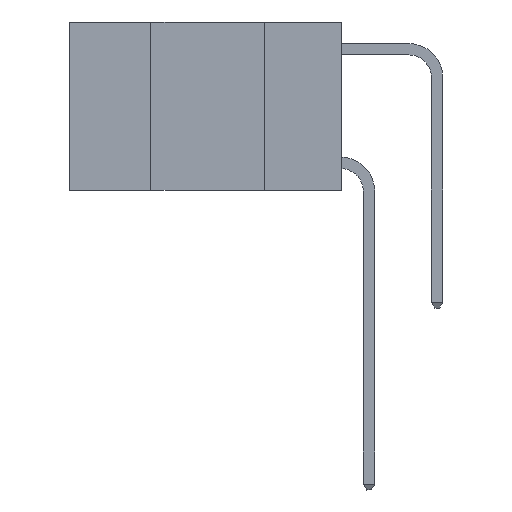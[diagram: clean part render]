
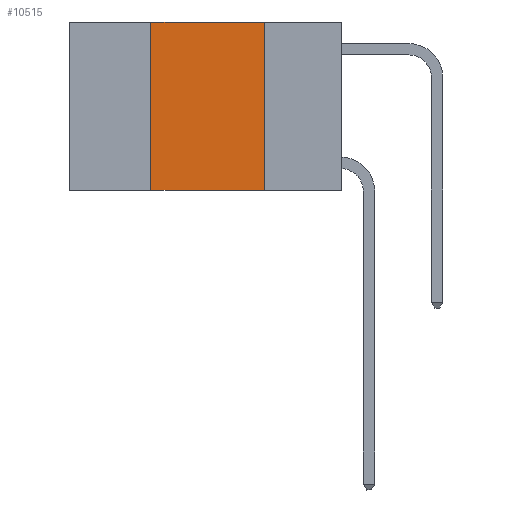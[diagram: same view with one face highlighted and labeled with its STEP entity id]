
A CAD part, left-side view. The second image highlights one B-rep face of the part: STEP entity #10515.
In plain terms, the highlighted planar face has unit normal (-1, 0, 0).
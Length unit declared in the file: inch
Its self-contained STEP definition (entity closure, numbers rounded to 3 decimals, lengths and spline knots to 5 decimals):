
#66 = DIRECTION ( 'NONE',  ( 0., -1., 0. ) ) ;
#840 = DIRECTION ( 'NONE',  ( 0., 0., -1. ) ) ;
#1251 = PLANE ( 'NONE',  #8260 ) ;
#2439 = CARTESIAN_POINT ( 'NONE',  ( 0., 0.17, 0. ) ) ;
#3439 = EDGE_CURVE ( 'NONE', #14537, #25789, #9829, .T. ) ;
#3568 = DIRECTION ( 'NONE',  ( 0., 0., -1. ) ) ;
#3573 = VECTOR ( 'NONE', #26876, 39.37008 ) ;
#5457 = ORIENTED_EDGE ( 'NONE', *, *, #3439, .F. ) ;
#5478 = CARTESIAN_POINT ( 'NONE',  ( 0., 0.17, -0.37 ) ) ;
#5607 = CARTESIAN_POINT ( 'NONE',  ( 0., 0.42, 0. ) ) ;
#8260 = AXIS2_PLACEMENT_3D ( 'NONE', #24687, #17653, #3568 ) ;
#8415 = VECTOR ( 'NONE', #840, 39.37008 ) ;
#8475 = VERTEX_POINT ( 'NONE', #5478 ) ;
#9099 = VECTOR ( 'NONE', #9753, 39.37008 ) ;
#9167 = EDGE_LOOP ( 'NONE', ( #16563, #29069, #5457, #11757 ) ) ;
#9753 = DIRECTION ( 'NONE',  ( 0., -1., 0. ) ) ;
#9829 = LINE ( 'NONE', #5607, #3573 ) ;
#10413 = EDGE_CURVE ( 'NONE', #26852, #8475, #14724, .T. ) ;
#10515 = ADVANCED_FACE ( 'NONE', ( #12481 ), #1251, .F. ) ;
#11757 = ORIENTED_EDGE ( 'NONE', *, *, #17237, .T. ) ;
#12481 = FACE_OUTER_BOUND ( 'NONE', #9167, .T. ) ;
#14037 = CARTESIAN_POINT ( 'NONE',  ( 0., 0.42, -0.37 ) ) ;
#14134 = CARTESIAN_POINT ( 'NONE',  ( 0., 0.6, 0. ) ) ;
#14537 = VERTEX_POINT ( 'NONE', #14037 ) ;
#14549 = EDGE_CURVE ( 'NONE', #25789, #26852, #27656, .T. ) ;
#14724 = LINE ( 'NONE', #17266, #8415 ) ;
#16563 = ORIENTED_EDGE ( 'NONE', *, *, #10413, .F. ) ;
#17237 = EDGE_CURVE ( 'NONE', #14537, #8475, #28632, .T. ) ;
#17266 = CARTESIAN_POINT ( 'NONE',  ( 0., 0.17, 0. ) ) ;
#17653 = DIRECTION ( 'NONE',  ( 1., 0., 0. ) ) ;
#19472 = CARTESIAN_POINT ( 'NONE',  ( 0., 0.42, 0. ) ) ;
#22087 = VECTOR ( 'NONE', #66, 39.37008 ) ;
#24687 = CARTESIAN_POINT ( 'NONE',  ( 0., 0.6, 0. ) ) ;
#25789 = VERTEX_POINT ( 'NONE', #19472 ) ;
#26852 = VERTEX_POINT ( 'NONE', #2439 ) ;
#26876 = DIRECTION ( 'NONE',  ( 0., 0., 1. ) ) ;
#27656 = LINE ( 'NONE', #14134, #22087 ) ;
#28302 = CARTESIAN_POINT ( 'NONE',  ( 0., 0.6, -0.37 ) ) ;
#28632 = LINE ( 'NONE', #28302, #9099 ) ;
#29069 = ORIENTED_EDGE ( 'NONE', *, *, #14549, .F. ) ;
